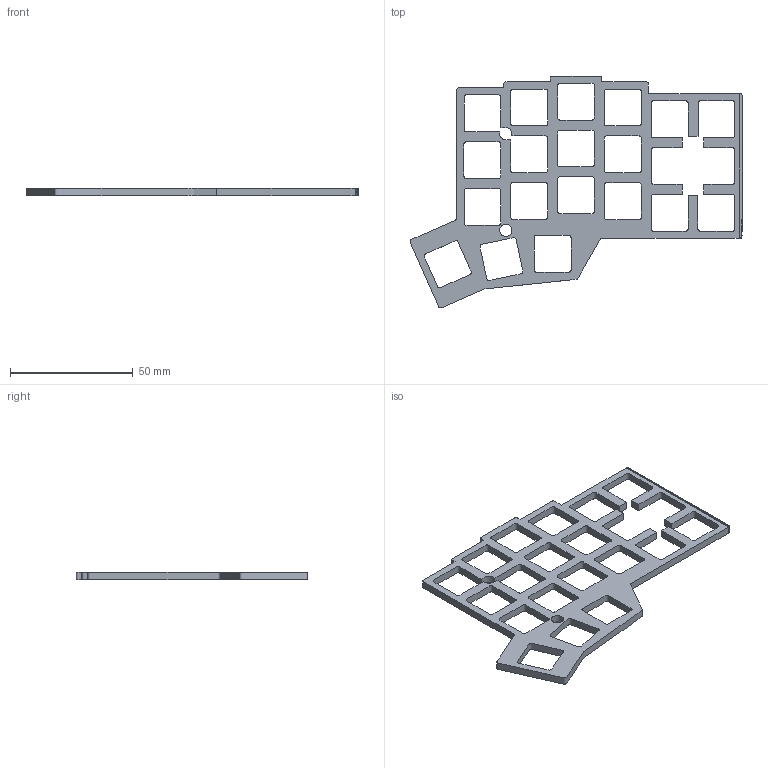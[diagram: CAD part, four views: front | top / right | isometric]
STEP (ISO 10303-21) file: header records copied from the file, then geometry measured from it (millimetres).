
FILE_DESCRIPTION(/* description */ (''),/* implementation_level */ '2;1');
FILE_NAME(/* name */ 'TPU Sound Dampener 6 Col',/* time_stamp */ '2025-07-12T09:48:12+12:00',/* author */ (''),/* organization */ (''),/* preprocessor_version */ 'ST-DEVELOPER v16.5',/* originating_system */ 'Rhino 7.38',/* authorisation */ '');
FILE_SCHEMA (('AUTOMOTIVE_DESIGN_CC2'));
Length unit declared in the file: millimetre
Products named in the file (1): Document
Bounding box: 135.15 x 94.41 x 3.15 mm (x, y, z)
Volume: 4118.9 mm3; surface area: 4663.5 mm2
Topology: 1 solids, 1 shells, 37 faces, 105 edges, 70 vertices
Faces by surface type: bspline 28, plane 8, cylinder 1
Full cylindrical faces by diameter (mm): 5 x1
Entity records: 6463 total; most frequent: CARTESIAN_POINT 5757, ORIENTED_EDGE 210, EDGE_CURVE 105, B_SPLINE_CURVE_WITH_KNOTS 75, VERTEX_POINT 70, EDGE_LOOP 69, ADVANCED_FACE 37, FACE_OUTER_BOUND 37
